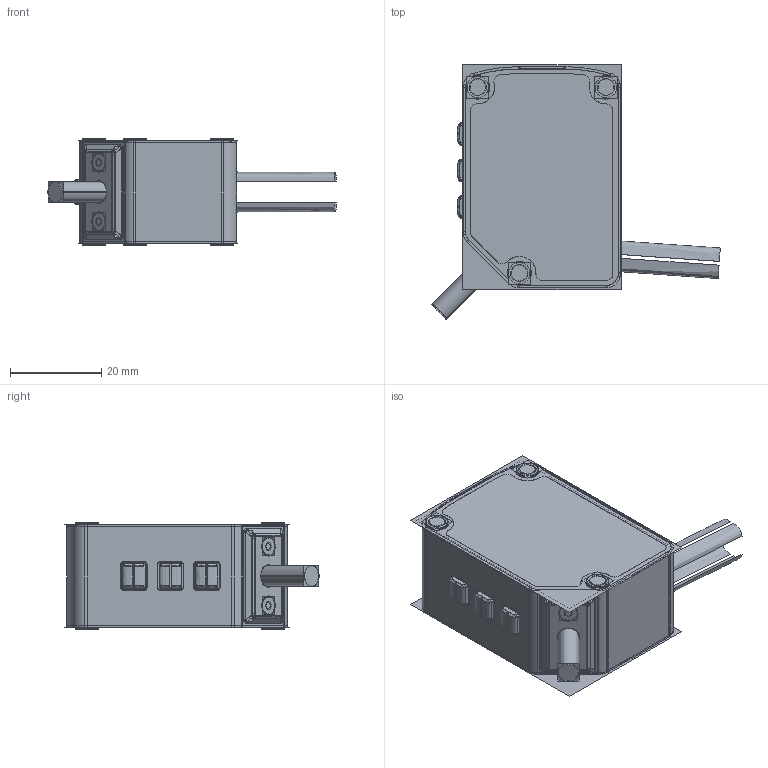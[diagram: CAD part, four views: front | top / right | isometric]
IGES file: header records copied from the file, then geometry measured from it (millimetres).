
Start section:  PTC IGES file: 205803_sm01.igs
Global section: file name: 205803_sm01.igs; native system: Creo Parametric by PTC Inc.; preprocessor: 2019292; author: PDMAdmin; organization: Unknown; date: 20221018.132152; units: millimetre
Bounding box: 63.29 x 55.87 x 23.67 mm (x, y, z)
Volume: 35452.9 mm3; surface area: 40255.9 mm2
Topology: 3 solids, 3 shells, 1212 faces, 6038 edges, 7652 vertices
Faces by surface type: revolution 750, bspline 402, extrusion 60
